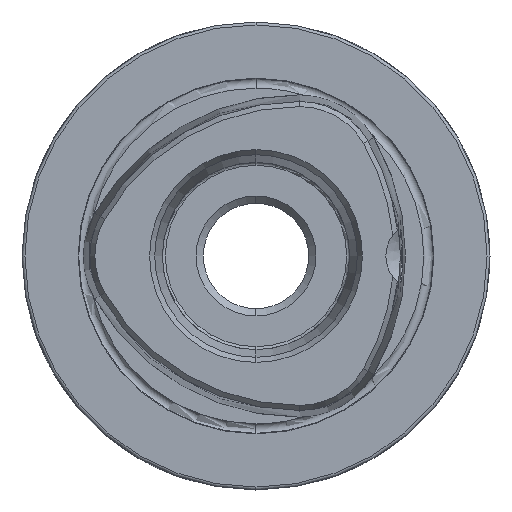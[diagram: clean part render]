
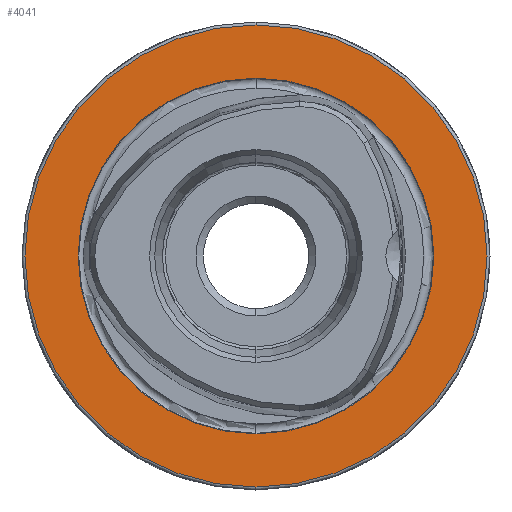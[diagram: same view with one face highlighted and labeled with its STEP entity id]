
A CAD part, left-side view. The second image highlights one B-rep face of the part: STEP entity #4041.
In plain terms, the highlighted planar face has unit normal (-1, 0, 0).
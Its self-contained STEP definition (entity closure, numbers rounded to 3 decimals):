
#108 = DIRECTION ( 'NONE',  ( -1., 0., 0. ) ) ;
#252 = VERTEX_POINT ( 'NONE', #2281 ) ;
#381 = ORIENTED_EDGE ( 'NONE', *, *, #3166, .F. ) ;
#408 = DIRECTION ( 'NONE',  ( 0., 0., -1. ) ) ;
#421 = PLANE ( 'NONE',  #4617 ) ;
#485 = CARTESIAN_POINT ( 'NONE',  ( 0., 30.4, 0. ) ) ;
#486 = VERTEX_POINT ( 'NONE', #3452 ) ;
#608 = DIRECTION ( 'NONE',  ( 1., 0., 0. ) ) ;
#772 = VERTEX_POINT ( 'NONE', #5656 ) ;
#1115 = DIRECTION ( 'NONE',  ( 0., 0., 1. ) ) ;
#1119 = EDGE_CURVE ( 'NONE', #486, #252, #1456, .T. ) ;
#1123 = DIRECTION ( 'NONE',  ( -1., 0., 0. ) ) ;
#1132 = CARTESIAN_POINT ( 'NONE',  ( 0., 0., 0. ) ) ;
#1456 = CIRCLE ( 'NONE', #2427, 39.5 ) ;
#1857 = AXIS2_PLACEMENT_3D ( 'NONE', #6225, #6201, #6145 ) ;
#2199 = FACE_OUTER_BOUND ( 'NONE', #6420, .T. ) ;
#2281 = CARTESIAN_POINT ( 'NONE',  ( 0., 0., -39.5 ) ) ;
#2427 = AXIS2_PLACEMENT_3D ( 'NONE', #2727, #2492, #2761 ) ;
#2492 = DIRECTION ( 'NONE',  ( -1., 0., 0. ) ) ;
#2727 = CARTESIAN_POINT ( 'NONE',  ( 0., 0., 0. ) ) ;
#2761 = DIRECTION ( 'NONE',  ( 0., 0., 1. ) ) ;
#2836 = CARTESIAN_POINT ( 'NONE',  ( 0., 0., 30.4 ) ) ;
#3166 = EDGE_CURVE ( 'NONE', #772, #4718, #4640, .T. ) ;
#3423 = ORIENTED_EDGE ( 'NONE', *, *, #1119, .T. ) ;
#3452 = CARTESIAN_POINT ( 'NONE',  ( 0., 0., 39.5 ) ) ;
#3607 = FACE_BOUND ( 'NONE', #5975, .T. ) ;
#3692 = AXIS2_PLACEMENT_3D ( 'NONE', #1132, #1123, #1115 ) ;
#4041 = ADVANCED_FACE ( 'NONE', ( #3607, #2199 ), #421, .F. ) ;
#4167 = CIRCLE ( 'NONE', #1857, 30.4 ) ;
#4560 = DIRECTION ( 'NONE',  ( 0., 0., 1. ) ) ;
#4617 = AXIS2_PLACEMENT_3D ( 'NONE', #485, #608, #408 ) ;
#4640 = CIRCLE ( 'NONE', #6719, 30.4 ) ;
#4718 = VERTEX_POINT ( 'NONE', #2836 ) ;
#4795 = CIRCLE ( 'NONE', #3692, 39.5 ) ;
#5656 = CARTESIAN_POINT ( 'NONE',  ( 0., 0., -30.4 ) ) ;
#5658 = CARTESIAN_POINT ( 'NONE',  ( 0., 0., 0. ) ) ;
#5975 = EDGE_LOOP ( 'NONE', ( #6195, #381 ) ) ;
#6016 = EDGE_CURVE ( 'NONE', #252, #486, #4795, .T. ) ;
#6145 = DIRECTION ( 'NONE',  ( 0., 0., 1. ) ) ;
#6195 = ORIENTED_EDGE ( 'NONE', *, *, #6212, .F. ) ;
#6201 = DIRECTION ( 'NONE',  ( -1., 0., 0. ) ) ;
#6212 = EDGE_CURVE ( 'NONE', #4718, #772, #4167, .T. ) ;
#6225 = CARTESIAN_POINT ( 'NONE',  ( 0., 0., 0. ) ) ;
#6420 = EDGE_LOOP ( 'NONE', ( #3423, #6721 ) ) ;
#6719 = AXIS2_PLACEMENT_3D ( 'NONE', #5658, #108, #4560 ) ;
#6721 = ORIENTED_EDGE ( 'NONE', *, *, #6016, .T. ) ;
